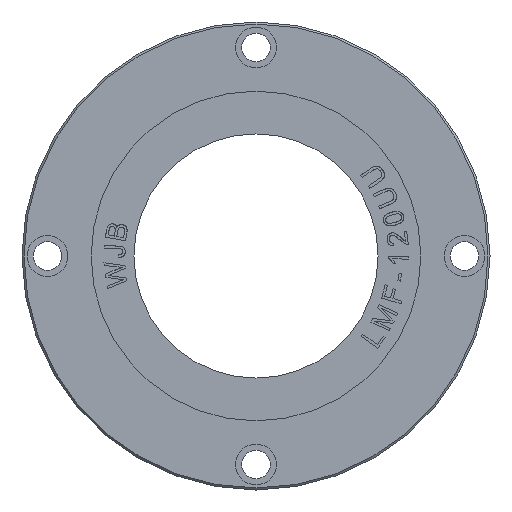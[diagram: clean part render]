
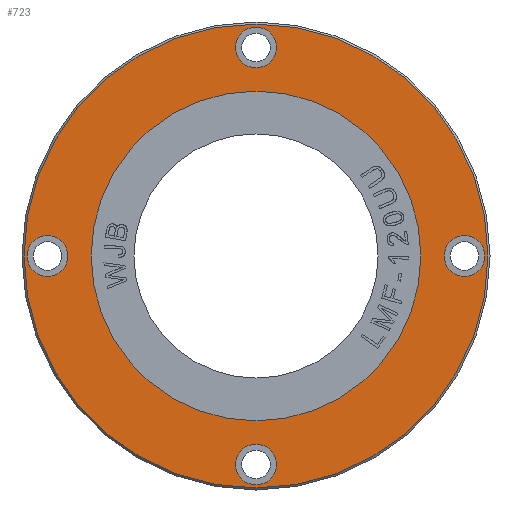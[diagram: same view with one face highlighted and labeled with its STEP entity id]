
A CAD part, left-side view. The second image highlights one B-rep face of the part: STEP entity #723.
In plain terms, the highlighted planar face has unit normal (-1, 0, 0).
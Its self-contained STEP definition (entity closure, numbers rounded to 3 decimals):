
#506=PLANE('',#6287);
#723=ADVANCED_FACE('',(#2219,#2220,#2221,#2222,#2223,#2224),#506,.T.);
#2121=CIRCLE('',#6276,114.);
#2122=CIRCLE('',#6277,81.);
#2123=CIRCLE('',#6278,81.);
#2124=CIRCLE('',#6279,10.);
#2125=CIRCLE('',#6280,10.);
#2126=CIRCLE('',#6281,10.);
#2127=CIRCLE('',#6282,10.);
#2128=CIRCLE('',#6283,10.);
#2129=CIRCLE('',#6284,10.);
#2130=CIRCLE('',#6285,10.);
#2131=CIRCLE('',#6286,10.);
#2219=FACE_BOUND('',#2330,.T.);
#2220=FACE_BOUND('',#2331,.T.);
#2221=FACE_BOUND('',#2332,.T.);
#2222=FACE_BOUND('',#2333,.T.);
#2223=FACE_BOUND('',#2334,.T.);
#2224=FACE_BOUND('',#2335,.T.);
#2330=EDGE_LOOP('',(#2963));
#2331=EDGE_LOOP('',(#2964,#2965));
#2332=EDGE_LOOP('',(#2966,#2967));
#2333=EDGE_LOOP('',(#2968,#2969));
#2334=EDGE_LOOP('',(#2970,#2971));
#2335=EDGE_LOOP('',(#2972,#2973));
#2963=ORIENTED_EDGE('',*,*,#5243,.T.);
#2964=ORIENTED_EDGE('',*,*,#5244,.T.);
#2965=ORIENTED_EDGE('',*,*,#5245,.T.);
#2966=ORIENTED_EDGE('',*,*,#5246,.F.);
#2967=ORIENTED_EDGE('',*,*,#5247,.F.);
#2968=ORIENTED_EDGE('',*,*,#5248,.F.);
#2969=ORIENTED_EDGE('',*,*,#5249,.F.);
#2970=ORIENTED_EDGE('',*,*,#5250,.F.);
#2971=ORIENTED_EDGE('',*,*,#5251,.F.);
#2972=ORIENTED_EDGE('',*,*,#5252,.F.);
#2973=ORIENTED_EDGE('',*,*,#5253,.F.);
#4663=VERTEX_POINT('',#9052);
#4664=VERTEX_POINT('',#9054);
#4665=VERTEX_POINT('',#9055);
#4666=VERTEX_POINT('',#9058);
#4667=VERTEX_POINT('',#9059);
#4668=VERTEX_POINT('',#9062);
#4669=VERTEX_POINT('',#9063);
#4670=VERTEX_POINT('',#9066);
#4671=VERTEX_POINT('',#9067);
#4672=VERTEX_POINT('',#9070);
#4673=VERTEX_POINT('',#9071);
#5243=EDGE_CURVE('',#4663,#4663,#2121,.T.);
#5244=EDGE_CURVE('',#4664,#4665,#2122,.T.);
#5245=EDGE_CURVE('',#4665,#4664,#2123,.T.);
#5246=EDGE_CURVE('',#4666,#4667,#2124,.T.);
#5247=EDGE_CURVE('',#4667,#4666,#2125,.T.);
#5248=EDGE_CURVE('',#4668,#4669,#2126,.T.);
#5249=EDGE_CURVE('',#4669,#4668,#2127,.T.);
#5250=EDGE_CURVE('',#4670,#4671,#2128,.T.);
#5251=EDGE_CURVE('',#4671,#4670,#2129,.T.);
#5252=EDGE_CURVE('',#4672,#4673,#2130,.T.);
#5253=EDGE_CURVE('',#4673,#4672,#2131,.T.);
#6276=AXIS2_PLACEMENT_3D('',#9051,#6810,#6811);
#6277=AXIS2_PLACEMENT_3D('',#9053,#6812,#6813);
#6278=AXIS2_PLACEMENT_3D('',#9056,#6814,#6815);
#6279=AXIS2_PLACEMENT_3D('',#9057,#6816,#6817);
#6280=AXIS2_PLACEMENT_3D('',#9060,#6818,#6819);
#6281=AXIS2_PLACEMENT_3D('',#9061,#6820,#6821);
#6282=AXIS2_PLACEMENT_3D('',#9064,#6822,#6823);
#6283=AXIS2_PLACEMENT_3D('',#9065,#6824,#6825);
#6284=AXIS2_PLACEMENT_3D('',#9068,#6826,#6827);
#6285=AXIS2_PLACEMENT_3D('',#9069,#6828,#6829);
#6286=AXIS2_PLACEMENT_3D('',#9072,#6830,#6831);
#6287=AXIS2_PLACEMENT_3D('',#9073,#6832,#6833);
#6810=DIRECTION('',(-1.,0.,0.));
#6811=DIRECTION('',(0.,0.,1.));
#6812=DIRECTION('',(1.,0.,0.));
#6813=DIRECTION('',(0.,0.,1.));
#6814=DIRECTION('',(1.,0.,0.));
#6815=DIRECTION('',(0.,0.,1.));
#6816=DIRECTION('',(-1.,0.,0.));
#6817=DIRECTION('',(0.,0.,1.));
#6818=DIRECTION('',(-1.,0.,0.));
#6819=DIRECTION('',(0.,0.,1.));
#6820=DIRECTION('',(-1.,0.,0.));
#6821=DIRECTION('',(0.,0.,1.));
#6822=DIRECTION('',(-1.,0.,0.));
#6823=DIRECTION('',(0.,0.,1.));
#6824=DIRECTION('',(-1.,0.,0.));
#6825=DIRECTION('',(0.,0.,1.));
#6826=DIRECTION('',(-1.,0.,0.));
#6827=DIRECTION('',(0.,0.,1.));
#6828=DIRECTION('',(-1.,0.,0.));
#6829=DIRECTION('',(0.,0.,1.));
#6830=DIRECTION('',(-1.,0.,0.));
#6831=DIRECTION('',(0.,0.,1.));
#6832=DIRECTION('',(-1.,0.,0.));
#6833=DIRECTION('',(0.,0.,1.));
#9051=CARTESIAN_POINT('',(0.,0.,0.));
#9052=CARTESIAN_POINT('',(0.,0.,114.));
#9053=CARTESIAN_POINT('',(0.,0.,0.));
#9054=CARTESIAN_POINT('',(0.,0.,-81.));
#9055=CARTESIAN_POINT('',(0.,0.,81.));
#9056=CARTESIAN_POINT('',(0.,0.,0.));
#9057=CARTESIAN_POINT('',(0.,102.5,0.));
#9058=CARTESIAN_POINT('',(0.,92.5,0.));
#9059=CARTESIAN_POINT('',(0.,112.5,0.));
#9060=CARTESIAN_POINT('',(0.,102.5,0.));
#9061=CARTESIAN_POINT('',(0.,-102.5,0.));
#9062=CARTESIAN_POINT('',(0.,-112.5,0.));
#9063=CARTESIAN_POINT('',(0.,-92.5,0.));
#9064=CARTESIAN_POINT('',(0.,-102.5,0.));
#9065=CARTESIAN_POINT('',(0.,0.,102.5));
#9066=CARTESIAN_POINT('',(0.,-10.,102.5));
#9067=CARTESIAN_POINT('',(0.,10.,102.5));
#9068=CARTESIAN_POINT('',(0.,0.,102.5));
#9069=CARTESIAN_POINT('',(0.,0.,-102.5));
#9070=CARTESIAN_POINT('',(0.,-10.,-102.5));
#9071=CARTESIAN_POINT('',(0.,10.,-102.5));
#9072=CARTESIAN_POINT('',(0.,0.,-102.5));
#9073=CARTESIAN_POINT('',(0.,-67.32,-66.));
